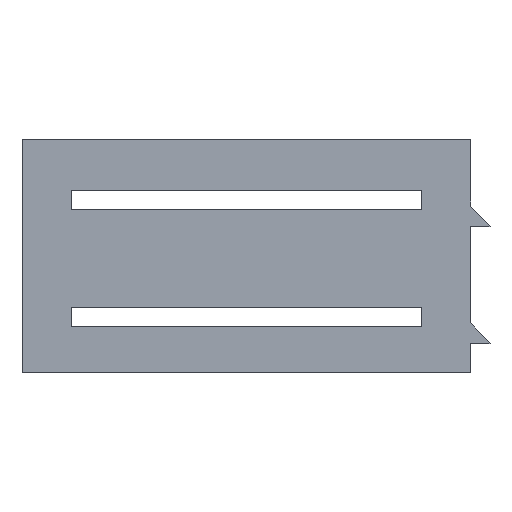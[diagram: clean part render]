
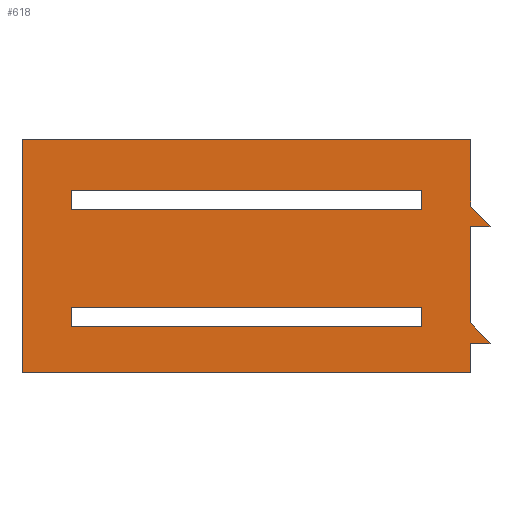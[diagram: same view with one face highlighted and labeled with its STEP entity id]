
A CAD part, top view. The second image highlights one B-rep face of the part: STEP entity #618.
In plain terms, the highlighted planar face has unit normal (0, 0, 1).
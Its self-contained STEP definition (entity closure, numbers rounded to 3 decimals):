
#9 = ORIENTED_EDGE ( 'NONE', *, *, #187, .T. ) ;
#11 = VERTEX_POINT ( 'NONE', #432 ) ;
#19 = EDGE_CURVE ( 'NONE', #613, #509, #31, .T. ) ;
#20 = LINE ( 'NONE', #652, #51 ) ;
#21 = VERTEX_POINT ( 'NONE', #230 ) ;
#22 = CARTESIAN_POINT ( 'NONE',  ( 68.425, -28.75, 3.5 ) ) ;
#28 = DIRECTION ( 'NONE',  ( -0.681, 0.732, 0. ) ) ;
#30 = EDGE_CURVE ( 'NONE', #460, #301, #543, .T. ) ;
#31 = LINE ( 'NONE', #381, #319 ) ;
#34 = LINE ( 'NONE', #388, #336 ) ;
#35 = EDGE_CURVE ( 'NONE', #97, #460, #582, .T. ) ;
#37 = CARTESIAN_POINT ( 'NONE',  ( 68.425, -8.75, 3.5 ) ) ;
#40 = EDGE_CURVE ( 'NONE', #509, #46, #433, .T. ) ;
#46 = VERTEX_POINT ( 'NONE', #171 ) ;
#51 = VECTOR ( 'NONE', #164, 1000. ) ;
#54 = CARTESIAN_POINT ( 'NONE',  ( 76.85, -15., 3.5 ) ) ;
#56 = CARTESIAN_POINT ( 'NONE',  ( 8.425, -12., 3.5 ) ) ;
#60 = DIRECTION ( 'NONE',  ( 0., 1., 0. ) ) ;
#61 = DIRECTION ( 'NONE',  ( 1., 0., 0. ) ) ;
#66 = CARTESIAN_POINT ( 'NONE',  ( 0., 0., 3.5 ) ) ;
#68 = CARTESIAN_POINT ( 'NONE',  ( 8.425, -28.75, 3.5 ) ) ;
#75 = VERTEX_POINT ( 'NONE', #85 ) ;
#78 = CARTESIAN_POINT ( 'NONE',  ( 76.85, -35., 3.5 ) ) ;
#83 = VECTOR ( 'NONE', #473, 1000. ) ;
#85 = CARTESIAN_POINT ( 'NONE',  ( 68.425, -28.75, 3.5 ) ) ;
#90 = VECTOR ( 'NONE', #186, 1000. ) ;
#97 = VERTEX_POINT ( 'NONE', #424 ) ;
#104 = EDGE_CURVE ( 'NONE', #454, #524, #469, .T. ) ;
#111 = CARTESIAN_POINT ( 'NONE',  ( 80.15, -15., 3.5 ) ) ;
#114 = CARTESIAN_POINT ( 'NONE',  ( 76.85, 0., 3.5 ) ) ;
#115 = LINE ( 'NONE', #326, #137 ) ;
#118 = DIRECTION ( 'NONE',  ( 1., 0., 0. ) ) ;
#119 = DIRECTION ( 'NONE',  ( 0., -1., 0. ) ) ;
#128 = ORIENTED_EDGE ( 'NONE', *, *, #552, .F. ) ;
#132 = CARTESIAN_POINT ( 'NONE',  ( 76.85, 0., 3.5 ) ) ;
#137 = VECTOR ( 'NONE', #539, 1000. ) ;
#145 = EDGE_LOOP ( 'NONE', ( #294, #667, #168, #128 ) ) ;
#155 = CARTESIAN_POINT ( 'NONE',  ( 76.85, -11.45, 3.5 ) ) ;
#158 = VECTOR ( 'NONE', #61, 1000. ) ;
#164 = DIRECTION ( 'NONE',  ( -1., 0., 0. ) ) ;
#165 = ORIENTED_EDGE ( 'NONE', *, *, #19, .T. ) ;
#168 = ORIENTED_EDGE ( 'NONE', *, *, #250, .F. ) ;
#170 = DIRECTION ( 'NONE',  ( 1., 0., 0. ) ) ;
#171 = CARTESIAN_POINT ( 'NONE',  ( 76.85, -40., 3.5 ) ) ;
#178 = FACE_BOUND ( 'NONE', #145, .T. ) ;
#183 = EDGE_CURVE ( 'NONE', #75, #420, #222, .T. ) ;
#184 = LINE ( 'NONE', #662, #90 ) ;
#186 = DIRECTION ( 'NONE',  ( 0., -1., 0. ) ) ;
#187 = EDGE_CURVE ( 'NONE', #21, #613, #115, .T. ) ;
#191 = EDGE_CURVE ( 'NONE', #372, #11, #20, .T. ) ;
#198 = EDGE_LOOP ( 'NONE', ( #245, #507, #517, #357 ) ) ;
#203 = VECTOR ( 'NONE', #28, 1000. ) ;
#204 = VECTOR ( 'NONE', #60, 1000. ) ;
#208 = EDGE_CURVE ( 'NONE', #524, #21, #533, .T. ) ;
#209 = DIRECTION ( 'NONE',  ( 1., 0., 0. ) ) ;
#220 = CARTESIAN_POINT ( 'NONE',  ( 0., -40., 3.5 ) ) ;
#222 = LINE ( 'NONE', #436, #83 ) ;
#224 = EDGE_CURVE ( 'NONE', #301, #454, #579, .T. ) ;
#230 = CARTESIAN_POINT ( 'NONE',  ( 76.85, 0., 3.5 ) ) ;
#237 = EDGE_CURVE ( 'NONE', #344, #412, #267, .T. ) ;
#245 = ORIENTED_EDGE ( 'NONE', *, *, #500, .F. ) ;
#248 = ORIENTED_EDGE ( 'NONE', *, *, #538, .T. ) ;
#250 = EDGE_CURVE ( 'NONE', #504, #372, #335, .T. ) ;
#253 = VECTOR ( 'NONE', #118, 1000. ) ;
#260 = EDGE_CURVE ( 'NONE', #348, #97, #34, .T. ) ;
#264 = ORIENTED_EDGE ( 'NONE', *, *, #104, .T. ) ;
#267 = LINE ( 'NONE', #592, #515 ) ;
#268 = ORIENTED_EDGE ( 'NONE', *, *, #35, .T. ) ;
#282 = CARTESIAN_POINT ( 'NONE',  ( 0., 0., 3.5 ) ) ;
#285 = DIRECTION ( 'NONE',  ( 1., 0., 0. ) ) ;
#294 = ORIENTED_EDGE ( 'NONE', *, *, #305, .F. ) ;
#301 = VERTEX_POINT ( 'NONE', #339 ) ;
#305 = EDGE_CURVE ( 'NONE', #11, #626, #184, .T. ) ;
#319 = VECTOR ( 'NONE', #595, 1000. ) ;
#323 = DIRECTION ( 'NONE',  ( -0.681, 0.732, 0. ) ) ;
#326 = CARTESIAN_POINT ( 'NONE',  ( 0., 0., 3.5 ) ) ;
#333 = DIRECTION ( 'NONE',  ( 0., 0., 1. ) ) ;
#335 = LINE ( 'NONE', #37, #445 ) ;
#336 = VECTOR ( 'NONE', #285, 1000. ) ;
#339 = CARTESIAN_POINT ( 'NONE',  ( 76.85, -15., 3.5 ) ) ;
#344 = VERTEX_POINT ( 'NONE', #383 ) ;
#348 = VERTEX_POINT ( 'NONE', #78 ) ;
#353 = VECTOR ( 'NONE', #323, 1000. ) ;
#357 = ORIENTED_EDGE ( 'NONE', *, *, #237, .F. ) ;
#372 = VERTEX_POINT ( 'NONE', #589 ) ;
#378 = VECTOR ( 'NONE', #382, 1000. ) ;
#381 = CARTESIAN_POINT ( 'NONE',  ( 0., 0., 3.5 ) ) ;
#382 = DIRECTION ( 'NONE',  ( 0., 1., 0. ) ) ;
#383 = CARTESIAN_POINT ( 'NONE',  ( 8.425, -32., 3.5 ) ) ;
#386 = LINE ( 'NONE', #22, #204 ) ;
#388 = CARTESIAN_POINT ( 'NONE',  ( 76.85, -35., 3.5 ) ) ;
#400 = EDGE_LOOP ( 'NONE', ( #165, #561, #248, #634, #268, #670, #557, #264, #452, #9 ) ) ;
#407 = CARTESIAN_POINT ( 'NONE',  ( 68.425, -12., 3.5 ) ) ;
#412 = VERTEX_POINT ( 'NONE', #521 ) ;
#419 = AXIS2_PLACEMENT_3D ( 'NONE', #66, #333, #170 ) ;
#420 = VERTEX_POINT ( 'NONE', #68 ) ;
#424 = CARTESIAN_POINT ( 'NONE',  ( 80.15, -35., 3.5 ) ) ;
#432 = CARTESIAN_POINT ( 'NONE',  ( 8.425, -8.75, 3.5 ) ) ;
#433 = LINE ( 'NONE', #220, #253 ) ;
#436 = CARTESIAN_POINT ( 'NONE',  ( 8.425, -28.75, 3.5 ) ) ;
#439 = CARTESIAN_POINT ( 'NONE',  ( 76.85, 0., 3.5 ) ) ;
#444 = DIRECTION ( 'NONE',  ( 0., 1., 0. ) ) ;
#445 = VECTOR ( 'NONE', #444, 1000. ) ;
#452 = ORIENTED_EDGE ( 'NONE', *, *, #208, .T. ) ;
#454 = VERTEX_POINT ( 'NONE', #624 ) ;
#460 = VERTEX_POINT ( 'NONE', #467 ) ;
#464 = LINE ( 'NONE', #638, #554 ) ;
#467 = CARTESIAN_POINT ( 'NONE',  ( 76.85, -31.45, 3.5 ) ) ;
#469 = LINE ( 'NONE', #111, #203 ) ;
#473 = DIRECTION ( 'NONE',  ( -1., 0., 0. ) ) ;
#487 = CARTESIAN_POINT ( 'NONE',  ( 80.15, -35., 3.5 ) ) ;
#491 = PLANE ( 'NONE',  #419 ) ;
#500 = EDGE_CURVE ( 'NONE', #420, #344, #464, .T. ) ;
#504 = VERTEX_POINT ( 'NONE', #407 ) ;
#507 = ORIENTED_EDGE ( 'NONE', *, *, #183, .F. ) ;
#509 = VERTEX_POINT ( 'NONE', #578 ) ;
#515 = VECTOR ( 'NONE', #640, 1000. ) ;
#517 = ORIENTED_EDGE ( 'NONE', *, *, #629, .F. ) ;
#521 = CARTESIAN_POINT ( 'NONE',  ( 68.425, -32., 3.5 ) ) ;
#524 = VERTEX_POINT ( 'NONE', #155 ) ;
#526 = DIRECTION ( 'NONE',  ( 0., 1., 0. ) ) ;
#533 = LINE ( 'NONE', #132, #668 ) ;
#538 = EDGE_CURVE ( 'NONE', #46, #348, #567, .T. ) ;
#539 = DIRECTION ( 'NONE',  ( -1., 0., 0. ) ) ;
#543 = LINE ( 'NONE', #439, #378 ) ;
#552 = EDGE_CURVE ( 'NONE', #626, #504, #573, .T. ) ;
#554 = VECTOR ( 'NONE', #119, 1000. ) ;
#557 = ORIENTED_EDGE ( 'NONE', *, *, #224, .T. ) ;
#561 = ORIENTED_EDGE ( 'NONE', *, *, #40, .T. ) ;
#567 = LINE ( 'NONE', #114, #610 ) ;
#573 = LINE ( 'NONE', #56, #158 ) ;
#578 = CARTESIAN_POINT ( 'NONE',  ( 0., -40., 3.5 ) ) ;
#579 = LINE ( 'NONE', #54, #588 ) ;
#582 = LINE ( 'NONE', #487, #353 ) ;
#584 = DIRECTION ( 'NONE',  ( 0., 1., 0. ) ) ;
#588 = VECTOR ( 'NONE', #209, 1000. ) ;
#589 = CARTESIAN_POINT ( 'NONE',  ( 68.425, -8.75, 3.5 ) ) ;
#592 = CARTESIAN_POINT ( 'NONE',  ( 8.425, -32., 3.5 ) ) ;
#594 = FACE_BOUND ( 'NONE', #198, .T. ) ;
#595 = DIRECTION ( 'NONE',  ( 0., -1., 0. ) ) ;
#610 = VECTOR ( 'NONE', #526, 1000. ) ;
#613 = VERTEX_POINT ( 'NONE', #282 ) ;
#618 = ADVANCED_FACE ( 'NONE', ( #178, #594, #637 ), #491, .T. ) ;
#624 = CARTESIAN_POINT ( 'NONE',  ( 80.15, -15., 3.5 ) ) ;
#626 = VERTEX_POINT ( 'NONE', #657 ) ;
#629 = EDGE_CURVE ( 'NONE', #412, #75, #386, .T. ) ;
#634 = ORIENTED_EDGE ( 'NONE', *, *, #260, .T. ) ;
#637 = FACE_OUTER_BOUND ( 'NONE', #400, .T. ) ;
#638 = CARTESIAN_POINT ( 'NONE',  ( 8.425, -28.75, 3.5 ) ) ;
#640 = DIRECTION ( 'NONE',  ( 1., 0., 0. ) ) ;
#652 = CARTESIAN_POINT ( 'NONE',  ( 8.425, -8.75, 3.5 ) ) ;
#657 = CARTESIAN_POINT ( 'NONE',  ( 8.425, -12., 3.5 ) ) ;
#662 = CARTESIAN_POINT ( 'NONE',  ( 8.425, -8.75, 3.5 ) ) ;
#667 = ORIENTED_EDGE ( 'NONE', *, *, #191, .F. ) ;
#668 = VECTOR ( 'NONE', #584, 1000. ) ;
#670 = ORIENTED_EDGE ( 'NONE', *, *, #30, .T. ) ;
